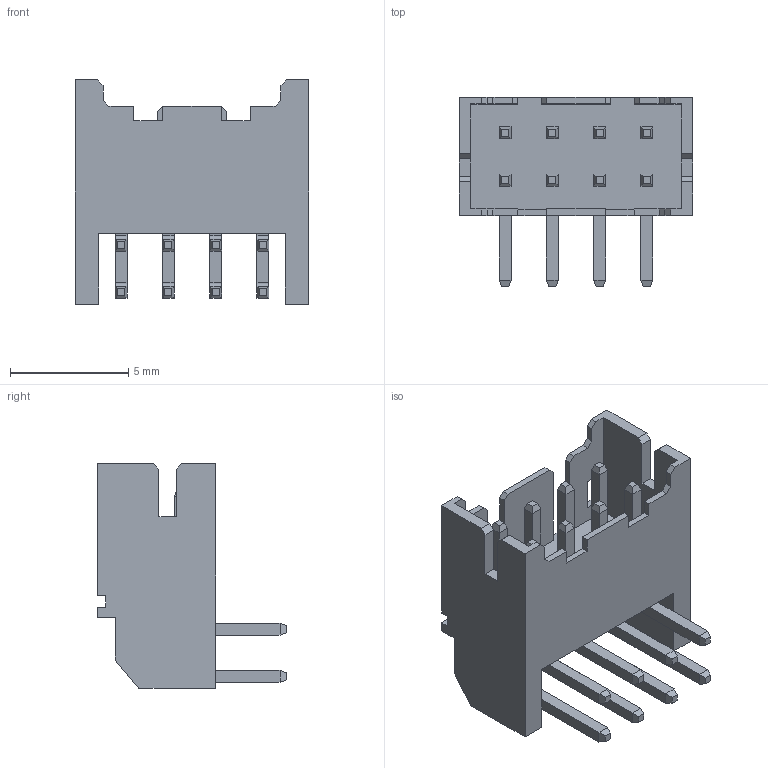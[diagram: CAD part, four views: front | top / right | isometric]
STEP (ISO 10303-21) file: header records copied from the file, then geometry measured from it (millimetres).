
FILE_DESCRIPTION (( 'STEP AP214' ), '1' );
FILE_NAME ('S8B-PHDSS.STEP', '2024-01-11T09:54:39', ( '' ), ( '' ), 'SwSTEP 2.0', 'SolidWorks 2021', '' );
FILE_SCHEMA (( 'AUTOMOTIVE_DESIGN' ));
Length unit declared in the file: millimetre
Products named in the file (3): pin^SxB-PHDSS ass; SxB-PHDSS_8; S8B-PHDSS
Assembly tree (5 placements, depth 2):
  S8B-PHDSS
    SxB-PHDSS_8
    pin^SxB-PHDSS ass  x4
Bounding box: 9.9 x 8 x 9.5 mm (x, y, z)
Volume: 162.7 mm3; surface area: 656 mm2
Topology: 9 solids, 9 shells, 290 faces, 685 edges, 414 vertices
Faces by surface type: plane 274, cylinder 16
Entity records: 4960 total; most frequent: CARTESIAN_POINT 857, ORIENTED_EDGE 842, DIRECTION 761, EDGE_CURVE 421, VECTOR 413, LINE 413, VERTEX_POINT 270, EDGE_LOOP 179
